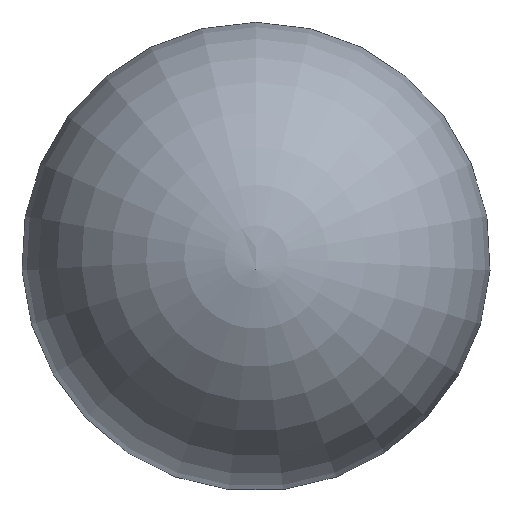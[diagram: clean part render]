
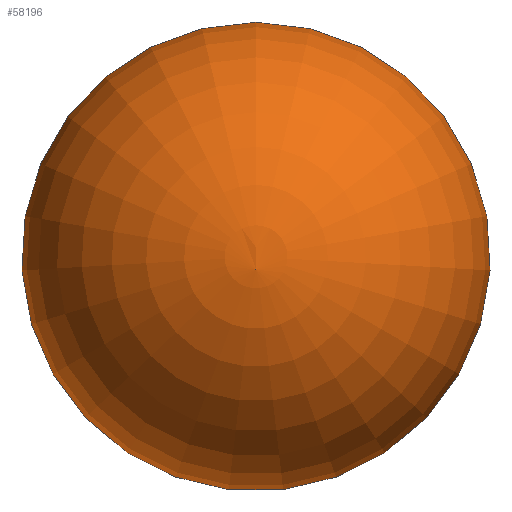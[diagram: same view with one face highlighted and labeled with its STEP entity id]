
A CAD part, left-side view. The second image highlights one B-rep face of the part: STEP entity #58196.
In plain terms, the highlighted toroidal (fillet/blend) face has major radius 2 mm and minor radius 75 mm.
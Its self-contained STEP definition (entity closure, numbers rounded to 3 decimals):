
#2047 = AXIS2_PLACEMENT_3D ( 'NONE', #48377, #26720, #10108 ) ;
#2762 = CARTESIAN_POINT ( 'NONE',  ( 30.998, 0., 56. ) ) ;
#2837 = EDGE_LOOP ( 'NONE', ( #41002 ) ) ;
#4663 = AXIS2_PLACEMENT_3D ( 'NONE', #49355, #38512, #54073 ) ;
#10108 = DIRECTION ( 'NONE',  ( 0., 0., -1. ) ) ;
#15887 = FACE_OUTER_BOUND ( 'NONE', #2837, .T. ) ;
#23091 = CIRCLE ( 'NONE', #4663, 12. ) ;
#26720 = DIRECTION ( 'NONE',  ( 1., 0., 0. ) ) ;
#27599 = EDGE_CURVE ( 'NONE', #36672, #36672, #23091, .T. ) ;
#36672 = VERTEX_POINT ( 'NONE', #2762 ) ;
#37747 = TOROIDAL_SURFACE ( 'NONE', #2047, 2., 75. ) ;
#38512 = DIRECTION ( 'NONE',  ( 1., 0., 0. ) ) ;
#41002 = ORIENTED_EDGE ( 'NONE', *, *, #27599, .T. ) ;
#48377 = CARTESIAN_POINT ( 'NONE',  ( -43.333, 0., 68. ) ) ;
#49355 = CARTESIAN_POINT ( 'NONE',  ( 30.998, 0., 68. ) ) ;
#54073 = DIRECTION ( 'NONE',  ( 0., 0., -1. ) ) ;
#58196 = ADVANCED_FACE ( 'NONE', ( #15887 ), #37747, .T. ) ;
